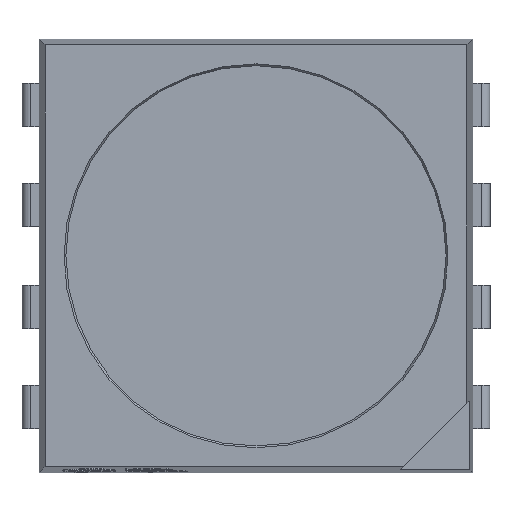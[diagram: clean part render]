
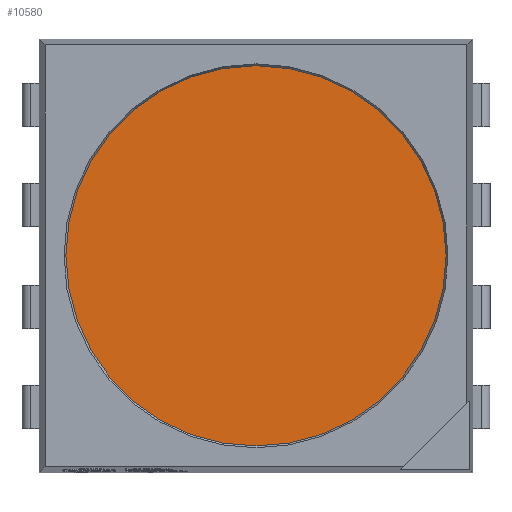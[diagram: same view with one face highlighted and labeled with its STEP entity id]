
A CAD part, top view. The second image highlights one B-rep face of the part: STEP entity #10580.
In plain terms, the highlighted planar face has unit normal (0, 0, 1).
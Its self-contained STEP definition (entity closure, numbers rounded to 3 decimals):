
#301 = CARTESIAN_POINT ( 'NONE',  ( 0., 0., 0.73 ) ) ;
#589 = AXIS2_PLACEMENT_3D ( 'NONE', #8172, #9364, #13825 ) ;
#1456 = AXIS2_PLACEMENT_3D ( 'NONE', #13217, #4504, #10485 ) ;
#3463 = CIRCLE ( 'NONE', #589, 2.193 ) ;
#4465 = FACE_OUTER_BOUND ( 'NONE', #7999, .T. ) ;
#4504 = DIRECTION ( 'NONE',  ( 0., 0., 1. ) ) ;
#5261 = VERTEX_POINT ( 'NONE', #7174 ) ;
#7174 = CARTESIAN_POINT ( 'NONE',  ( -2.193, 0., 0.73 ) ) ;
#7637 = EDGE_CURVE ( 'NONE', #5261, #11291, #3463, .T. ) ;
#7999 = EDGE_LOOP ( 'NONE', ( #10037, #11481 ) ) ;
#8172 = CARTESIAN_POINT ( 'NONE',  ( 0., 0., 0.73 ) ) ;
#9364 = DIRECTION ( 'NONE',  ( 0., 0., 1. ) ) ;
#9366 = DIRECTION ( 'NONE',  ( 0., 0., 1. ) ) ;
#9998 = AXIS2_PLACEMENT_3D ( 'NONE', #301, #9366, #13829 ) ;
#10037 = ORIENTED_EDGE ( 'NONE', *, *, #13694, .T. ) ;
#10485 = DIRECTION ( 'NONE',  ( 1., 0., 0. ) ) ;
#10580 = ADVANCED_FACE ( 'NONE', ( #4465 ), #13740, .T. ) ;
#11291 = VERTEX_POINT ( 'NONE', #18715 ) ;
#11481 = ORIENTED_EDGE ( 'NONE', *, *, #7637, .T. ) ;
#11488 = CIRCLE ( 'NONE', #1456, 2.193 ) ;
#13217 = CARTESIAN_POINT ( 'NONE',  ( 0., 0., 0.73 ) ) ;
#13694 = EDGE_CURVE ( 'NONE', #11291, #5261, #11488, .T. ) ;
#13740 = PLANE ( 'NONE',  #9998 ) ;
#13825 = DIRECTION ( 'NONE',  ( 1., 0., 0. ) ) ;
#13829 = DIRECTION ( 'NONE',  ( 1., 0., 0. ) ) ;
#18715 = CARTESIAN_POINT ( 'NONE',  ( 2.193, 0., 0.73 ) ) ;
